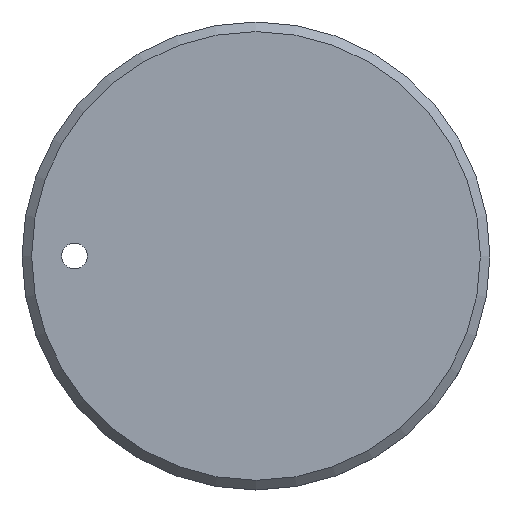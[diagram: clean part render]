
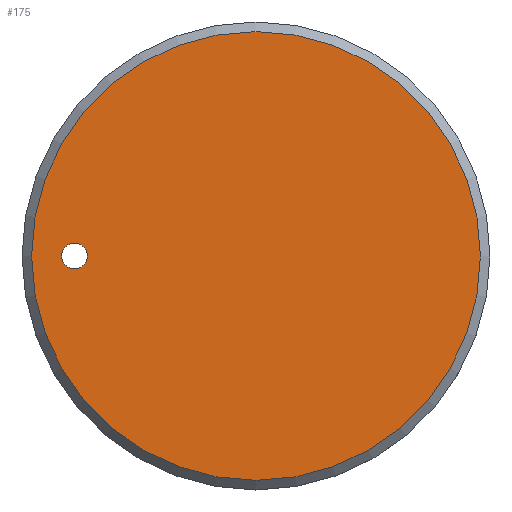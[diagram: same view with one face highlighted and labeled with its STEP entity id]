
A CAD part, top view. The second image highlights one B-rep face of the part: STEP entity #175.
In plain terms, the highlighted planar face has unit normal (0, 0, 1).
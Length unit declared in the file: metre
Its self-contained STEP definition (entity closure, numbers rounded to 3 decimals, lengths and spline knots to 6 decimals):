
#18=PLANE('',#212);
#39=ORIENTED_EDGE('',*,*,#70,.T.);
#40=ORIENTED_EDGE('',*,*,#71,.T.);
#70=EDGE_CURVE('',#86,#86,#98,.T.);
#71=EDGE_CURVE('',#87,#87,#99,.F.);
#86=VERTEX_POINT('',#353);
#87=VERTEX_POINT('',#355);
#98=CIRCLE('',#213,0.029655);
#99=CIRCLE('',#214,0.0017);
#115=EDGE_LOOP('',(#39));
#116=EDGE_LOOP('',(#40));
#147=FACE_BOUND('',#115,.T.);
#148=FACE_BOUND('',#116,.T.);
#175=ADVANCED_FACE('',(#147,#148),#18,.T.);
#212=AXIS2_PLACEMENT_3D('',#351,#255,#256);
#213=AXIS2_PLACEMENT_3D('',#352,#257,#258);
#214=AXIS2_PLACEMENT_3D('',#354,#259,#260);
#255=DIRECTION('',(0.,0.,1.));
#256=DIRECTION('',(1.,0.,0.));
#257=DIRECTION('',(0.,0.,1.));
#258=DIRECTION('',(1.,0.,0.));
#259=DIRECTION('',(0.,0.,1.));
#260=DIRECTION('',(1.,0.,0.));
#351=CARTESIAN_POINT('',(0.,0.,0.00635));
#352=CARTESIAN_POINT('',(0.,0.,0.00635));
#353=CARTESIAN_POINT('',(0.029655,0.,0.00635));
#354=CARTESIAN_POINT('',(-0.024,0.,0.00635));
#355=CARTESIAN_POINT('',(-0.0223,0.,0.00635));
